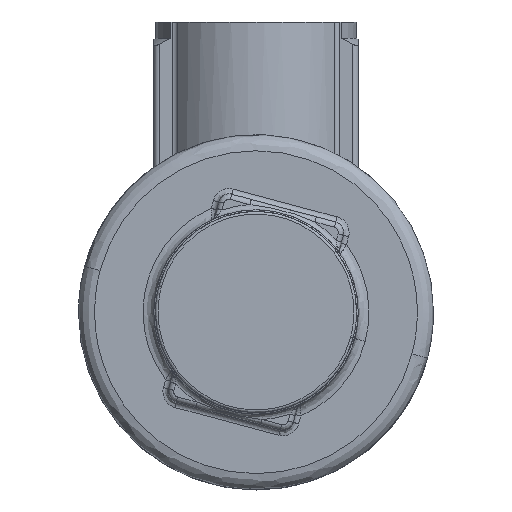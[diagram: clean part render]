
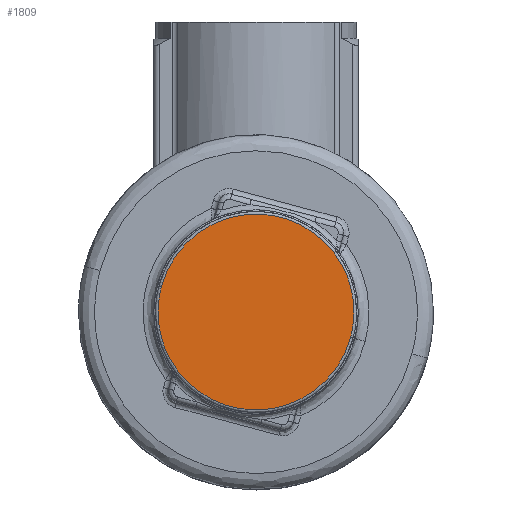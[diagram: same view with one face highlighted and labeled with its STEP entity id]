
A CAD part, top view. The second image highlights one B-rep face of the part: STEP entity #1809.
In plain terms, the highlighted planar face has unit normal (0, 0, 1).
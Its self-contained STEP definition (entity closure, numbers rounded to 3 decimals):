
#806 = CARTESIAN_POINT ( 'NONE',  ( -28.023, 19.932, 49.2 ) ) ;
#1809 = ADVANCED_FACE ( 'NONE', ( #11511 ), #11198, .F. ) ;
#2891 = CARTESIAN_POINT ( 'NONE',  ( -17.406, -11.273, 49.2 ) ) ;
#3010 = VERTEX_POINT ( 'NONE', #7666 ) ;
#3571 = CARTESIAN_POINT ( 'NONE',  ( -32.719, 2.348, 49.2 ) ) ;
#3919 = CARTESIAN_POINT ( 'NONE',  ( -15.135, -2.348, 49.2 ) ) ;
#3939 =( BOUNDED_CURVE ( )  B_SPLINE_CURVE ( 3, ( #14026, #806, #4389, #6891 ),
 .UNSPECIFIED., .F., .F. ) 
 B_SPLINE_CURVE_WITH_KNOTS ( ( 4, 4 ),
 ( 0., 1. ),
 .UNSPECIFIED. ) 
 CURVE ( )  GEOMETRIC_REPRESENTATION_ITEM ( )  RATIONAL_B_SPLINE_CURVE ( ( 0.957, 0.319, 0.319, 0.957 ) ) 
 REPRESENTATION_ITEM ( '' )  );
#4389 = CARTESIAN_POINT ( 'NONE',  ( -10.44, 15.236, 49.2 ) ) ;
#5216 = ORIENTED_EDGE ( 'NONE', *, *, #11934, .F. ) ;
#6239 = ORIENTED_EDGE ( 'NONE', *, *, #8875, .F. ) ;
#6891 = CARTESIAN_POINT ( 'NONE',  ( -15.135, -2.348, 49.2 ) ) ;
#7362 = VERTEX_POINT ( 'NONE', #3919 ) ;
#7666 = CARTESIAN_POINT ( 'NONE',  ( -32.719, 2.348, 49.2 ) ) ;
#8542 = CARTESIAN_POINT ( 'NONE',  ( -37.415, -15.236, 49.2 ) ) ;
#8875 = EDGE_CURVE ( 'NONE', #7362, #3010, #9708, .T. ) ;
#9657 = EDGE_LOOP ( 'NONE', ( #6239, #5216 ) ) ;
#9708 =( BOUNDED_CURVE ( )  B_SPLINE_CURVE ( 3, ( #14351, #11961, #8542, #3571 ),
 .UNSPECIFIED., .F., .F. ) 
 B_SPLINE_CURVE_WITH_KNOTS ( ( 4, 4 ),
 ( 0., 1. ),
 .UNSPECIFIED. ) 
 CURVE ( )  GEOMETRIC_REPRESENTATION_ITEM ( )  RATIONAL_B_SPLINE_CURVE ( ( 0.957, 0.319, 0.319, 0.957 ) ) 
 REPRESENTATION_ITEM ( '' )  );
#11198 = PLANE ( 'NONE',  #14671 ) ;
#11511 = FACE_OUTER_BOUND ( 'NONE', #9657, .T. ) ;
#11934 = EDGE_CURVE ( 'NONE', #3010, #7362, #3939, .T. ) ;
#11961 = CARTESIAN_POINT ( 'NONE',  ( -19.831, -19.932, 49.2 ) ) ;
#12533 = DIRECTION ( 'NONE',  ( 0., 0., -1. ) ) ;
#14026 = CARTESIAN_POINT ( 'NONE',  ( -32.719, 2.348, 49.2 ) ) ;
#14351 = CARTESIAN_POINT ( 'NONE',  ( -15.135, -2.348, 49.2 ) ) ;
#14671 = AXIS2_PLACEMENT_3D ( 'NONE', #2891, #12533, #14831 ) ;
#14831 = DIRECTION ( 'NONE',  ( -1., 0., 0. ) ) ;
